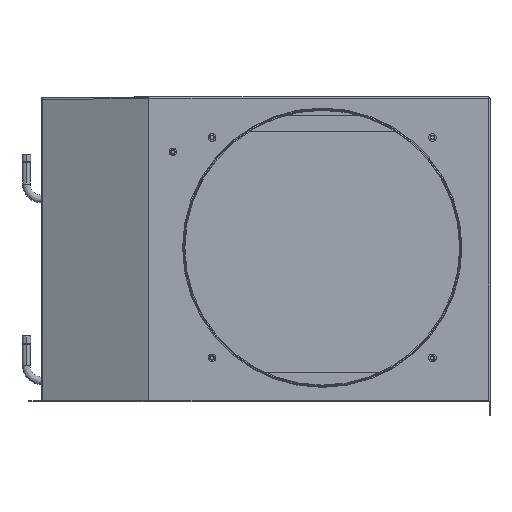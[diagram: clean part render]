
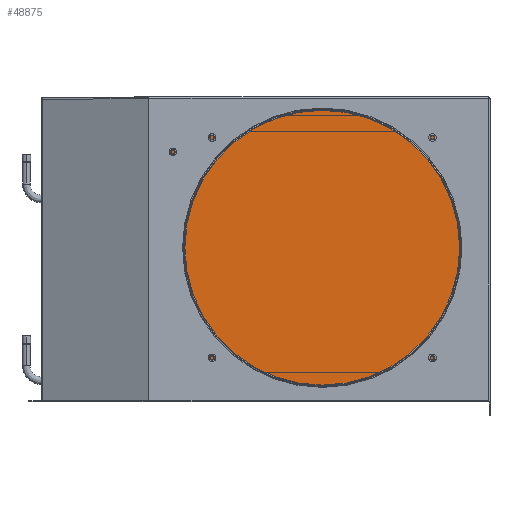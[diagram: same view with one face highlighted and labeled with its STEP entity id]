
A CAD part, top view. The second image highlights one B-rep face of the part: STEP entity #48875.
In plain terms, the highlighted face is planar.
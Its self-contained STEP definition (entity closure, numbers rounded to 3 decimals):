
#473 = CARTESIAN_POINT ( 'NONE',  ( -8., -15.22, 499.95 ) ) ;
#1494 = VERTEX_POINT ( 'NONE', #47971 ) ;
#7235 = CARTESIAN_POINT ( 'NONE',  ( -8., -677., 0. ) ) ;
#8784 = CARTESIAN_POINT ( 'NONE',  ( -8., -15.22, 499.95 ) ) ;
#9811 = ORIENTED_EDGE ( 'NONE', *, *, #29576, .T. ) ;
#10548 = LINE ( 'NONE', #15587, #32287 ) ;
#13633 = VECTOR ( 'NONE', #19646, 1000. ) ;
#13752 = VERTEX_POINT ( 'NONE', #7235 ) ;
#15277 = VECTOR ( 'NONE', #57405, 1000. ) ;
#15587 = CARTESIAN_POINT ( 'NONE',  ( -8., -677., 499.95 ) ) ;
#19646 = DIRECTION ( 'NONE',  ( 0., -1., 0. ) ) ;
#21268 = DIRECTION ( 'NONE',  ( 0., -1., 0. ) ) ;
#22521 = LINE ( 'NONE', #31663, #44713 ) ;
#23234 = FACE_OUTER_BOUND ( 'NONE', #32162, .T. ) ;
#23895 = VERTEX_POINT ( 'NONE', #56505 ) ;
#24847 = EDGE_CURVE ( 'NONE', #1494, #13752, #10548, .T. ) ;
#29576 = EDGE_CURVE ( 'NONE', #37389, #13752, #22521, .T. ) ;
#30722 = EDGE_CURVE ( 'NONE', #23895, #1494, #58321, .T. ) ;
#31663 = CARTESIAN_POINT ( 'NONE',  ( -8., -15.22, 0. ) ) ;
#32059 = PLANE ( 'NONE',  #32280 ) ;
#32162 = EDGE_LOOP ( 'NONE', ( #9811, #53818, #40675, #54271 ) ) ;
#32280 = AXIS2_PLACEMENT_3D ( 'NONE', #8784, #42471, #51254 ) ;
#32287 = VECTOR ( 'NONE', #58062, 1000. ) ;
#37149 = EDGE_CURVE ( 'NONE', #23895, #37389, #43600, .T. ) ;
#37389 = VERTEX_POINT ( 'NONE', #55466 ) ;
#38226 = CARTESIAN_POINT ( 'NONE',  ( -8., -15.22, 499.95 ) ) ;
#40675 = ORIENTED_EDGE ( 'NONE', *, *, #30722, .F. ) ;
#42471 = DIRECTION ( 'NONE',  ( 1., 0., 0. ) ) ;
#43600 = LINE ( 'NONE', #473, #15277 ) ;
#44713 = VECTOR ( 'NONE', #21268, 1000. ) ;
#47971 = CARTESIAN_POINT ( 'NONE',  ( -8., -677., 499.95 ) ) ;
#48875 = ADVANCED_FACE ( 'NONE', ( #23234 ), #32059, .F. ) ;
#51254 = DIRECTION ( 'NONE',  ( 0., 1., 0. ) ) ;
#53818 = ORIENTED_EDGE ( 'NONE', *, *, #24847, .F. ) ;
#54271 = ORIENTED_EDGE ( 'NONE', *, *, #37149, .T. ) ;
#55466 = CARTESIAN_POINT ( 'NONE',  ( -8., -15.22, 0. ) ) ;
#56505 = CARTESIAN_POINT ( 'NONE',  ( -8., -15.22, 499.95 ) ) ;
#57405 = DIRECTION ( 'NONE',  ( 0., 0., -1. ) ) ;
#58062 = DIRECTION ( 'NONE',  ( 0., 0., -1. ) ) ;
#58321 = LINE ( 'NONE', #38226, #13633 ) ;
